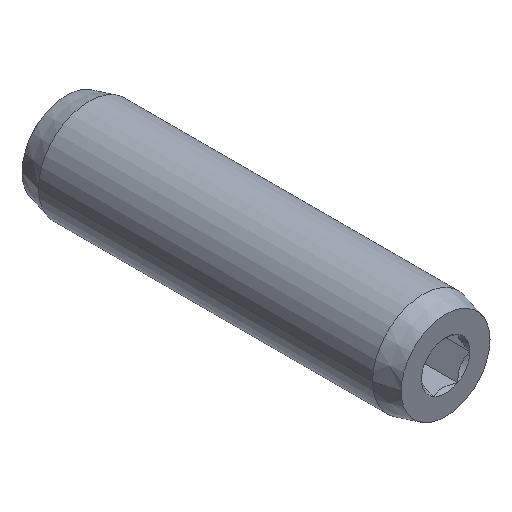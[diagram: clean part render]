
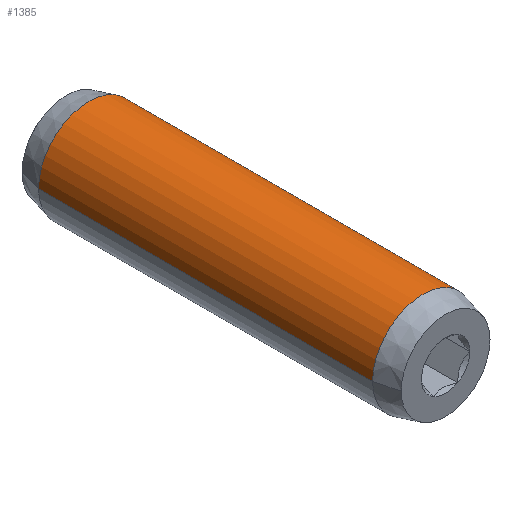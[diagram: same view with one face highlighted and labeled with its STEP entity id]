
A CAD part, isometric view. The second image highlights one B-rep face of the part: STEP entity #1385.
In plain terms, the highlighted cylindrical face has radius 2.381 mm (diameter 4.762 mm), a partial arc.
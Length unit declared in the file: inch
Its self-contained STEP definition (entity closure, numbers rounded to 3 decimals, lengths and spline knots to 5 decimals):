
#9 = DIRECTION ( 'NONE',  ( -1., 0., 0. ) ) ;
#12 = DIRECTION ( 'NONE',  ( 0., 1., 0. ) ) ;
#24 = DIRECTION ( 'NONE',  ( 0., 1., 0. ) ) ;
#27 = CARTESIAN_POINT ( 'NONE',  ( 0.27096, 0.55767, 0.6323 ) ) ;
#39 = ORIENTED_EDGE ( 'NONE', *, *, #1035, .T. ) ;
#91 = CYLINDRICAL_SURFACE ( 'NONE', #1310, 0.09375 ) ;
#97 = CARTESIAN_POINT ( 'NONE',  ( 0.17721, 0.62183, 0.6323 ) ) ;
#121 = DIRECTION ( 'NONE',  ( -1., 0., 0. ) ) ;
#127 = DIRECTION ( 'NONE',  ( 0., 1., 0. ) ) ;
#130 = ORIENTED_EDGE ( 'NONE', *, *, #1057, .F. ) ;
#137 = CARTESIAN_POINT ( 'NONE',  ( 0.17721, 0.0008, 0.6323 ) ) ;
#152 = CARTESIAN_POINT ( 'NONE',  ( 0.08346, 0.0008, 0.6323 ) ) ;
#162 = DIRECTION ( 'NONE',  ( -1., 0., 0. ) ) ;
#204 = CARTESIAN_POINT ( 'NONE',  ( 0.17721, 0.55767, 0.6323 ) ) ;
#215 = CIRCLE ( 'NONE', #227, 0.09375 ) ;
#227 = AXIS2_PLACEMENT_3D ( 'NONE', #97, #12, #9 ) ;
#236 = DIRECTION ( 'NONE',  ( 0., 1., 0. ) ) ;
#264 = AXIS2_PLACEMENT_3D ( 'NONE', #137, #127, #121 ) ;
#318 = CARTESIAN_POINT ( 'NONE',  ( 0.08346, 0.55767, 0.6323 ) ) ;
#356 = LINE ( 'NONE', #27, #464 ) ;
#429 = VERTEX_POINT ( 'NONE', #1225 ) ;
#464 = VECTOR ( 'NONE', #24, 39.37008 ) ;
#613 = CARTESIAN_POINT ( 'NONE',  ( 0.27096, 0.0008, 0.6323 ) ) ;
#780 = VECTOR ( 'NONE', #853, 39.37008 ) ;
#853 = DIRECTION ( 'NONE',  ( 0., 1., 0. ) ) ;
#906 = EDGE_LOOP ( 'NONE', ( #39, #981, #130, #1371 ) ) ;
#981 = ORIENTED_EDGE ( 'NONE', *, *, #1055, .T. ) ;
#1035 = EDGE_CURVE ( 'NONE', #1400, #1282, #1209, .T. ) ;
#1055 = EDGE_CURVE ( 'NONE', #1282, #429, #356, .T. ) ;
#1057 = EDGE_CURVE ( 'NONE', #1168, #429, #215, .T. ) ;
#1066 = EDGE_CURVE ( 'NONE', #1400, #1168, #1348, .T. ) ;
#1168 = VERTEX_POINT ( 'NONE', #1240 ) ;
#1209 = CIRCLE ( 'NONE', #264, 0.09375 ) ;
#1225 = CARTESIAN_POINT ( 'NONE',  ( 0.27096, 0.62183, 0.6323 ) ) ;
#1240 = CARTESIAN_POINT ( 'NONE',  ( 0.08346, 0.62183, 0.6323 ) ) ;
#1282 = VERTEX_POINT ( 'NONE', #613 ) ;
#1310 = AXIS2_PLACEMENT_3D ( 'NONE', #204, #236, #162 ) ;
#1348 = LINE ( 'NONE', #318, #780 ) ;
#1371 = ORIENTED_EDGE ( 'NONE', *, *, #1066, .F. ) ;
#1374 = FACE_OUTER_BOUND ( 'NONE', #906, .T. ) ;
#1385 = ADVANCED_FACE ( 'NONE', ( #1374 ), #91, .T. ) ;
#1400 = VERTEX_POINT ( 'NONE', #152 ) ;
